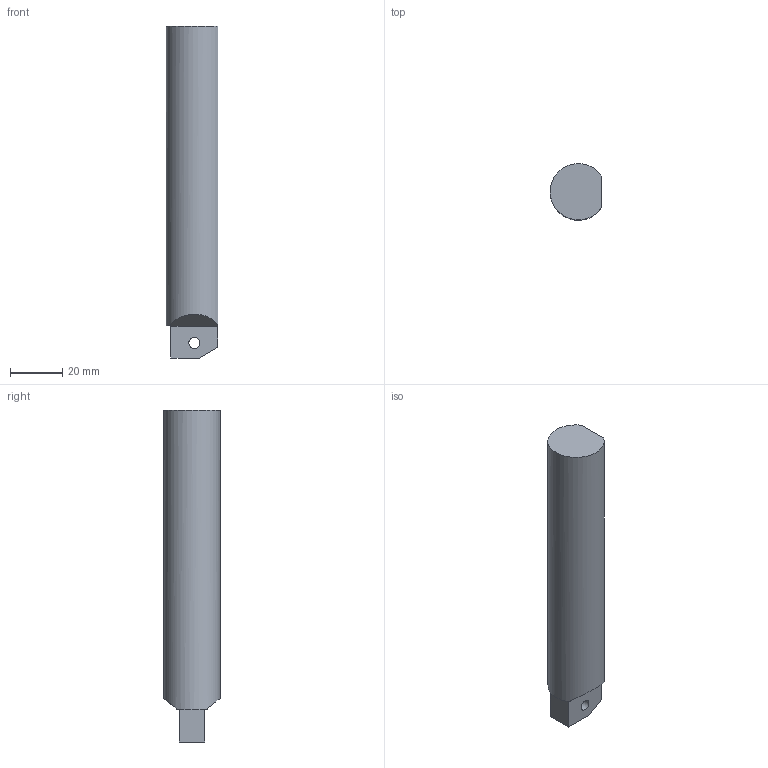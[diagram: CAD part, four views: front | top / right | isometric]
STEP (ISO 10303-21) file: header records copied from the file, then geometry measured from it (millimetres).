
FILE_DESCRIPTION(('FreeCAD Model'),'2;1');
FILE_NAME('Open CASCADE Shape Model','2026-01-25T14:02:07',(''),(''), 'Open CASCADE STEP processor 7.8','FreeCAD','Unknown');
FILE_SCHEMA(('AUTOMOTIVE_DESIGN { 1 0 10303 214 1 1 1 1 }'));
Length unit declared in the file: millimetre
Products named in the file (1): TrimFlap60
Bounding box: 19.8 x 21.59 x 127.3 mm (x, y, z)
Volume: 42094.5 mm3; surface area: 9066.2 mm2
Topology: 1 solids, 1 shells, 19 faces, 49 edges, 32 vertices
Faces by surface type: plane 17, cylinder 2
Full cylindrical faces by diameter (mm): 4.2 x1
Entity records: 1254 total; most frequent: CARTESIAN_POINT 227, DIRECTION 189, LINE 133, VECTOR 133, ORIENTED_EDGE 98, PCURVE 98, DEFINITIONAL_REPRESENTATION 98, EDGE_CURVE 49
